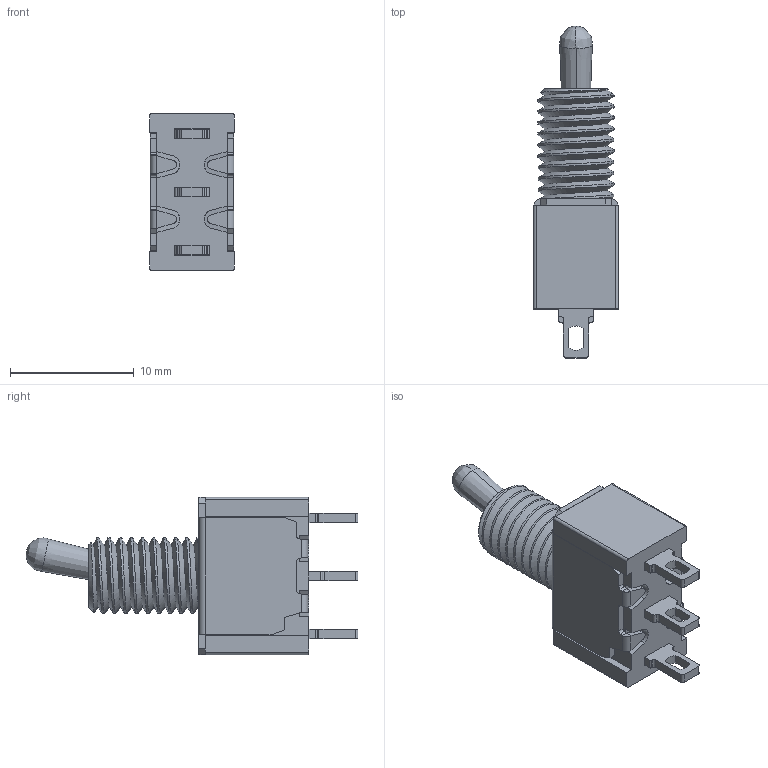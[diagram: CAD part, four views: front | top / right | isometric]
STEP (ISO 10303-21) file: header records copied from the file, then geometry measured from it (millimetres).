
FILE_DESCRIPTION (( 'STEP AP214' ), '1' );
FILE_NAME ('100-SP1-T200B1M1QE (1MS1T2B1M1QE)_´I¹©.STEP', '2023-05-22T08:59:54', ( '' ), ( '' ), 'SwSTEP 2.0', 'SolidWorks 2016', '' );
FILE_SCHEMA (( 'AUTOMOTIVE_DESIGN' ));
Length unit declared in the file: millimetre
Products named in the file (1): 100-SP1-T200B1M1QE (1MS1T2B1M1QE)_富鼎
Bounding box: 6.86 x 26.82 x 12.7 mm (x, y, z)
Volume: 603.9 mm3; surface area: 1939.7 mm2
Topology: 9 solids, 9 shells, 352 faces, 960 edges, 611 vertices
Faces by surface type: plane 193, cylinder 108, bspline 37, cone 14
Entity records: 14452 total; most frequent: CARTESIAN_POINT 4611, ORIENTED_EDGE 1888, DIRECTION 1619, EDGE_CURVE 944, VERTEX_POINT 611, VECTOR 605, LINE 605, AXIS2_PLACEMENT_3D 507
